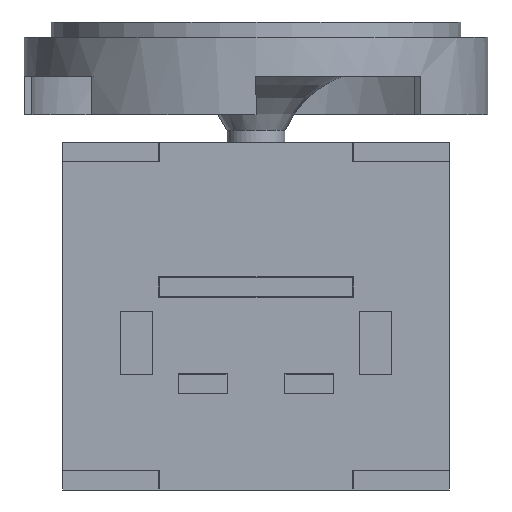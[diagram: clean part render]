
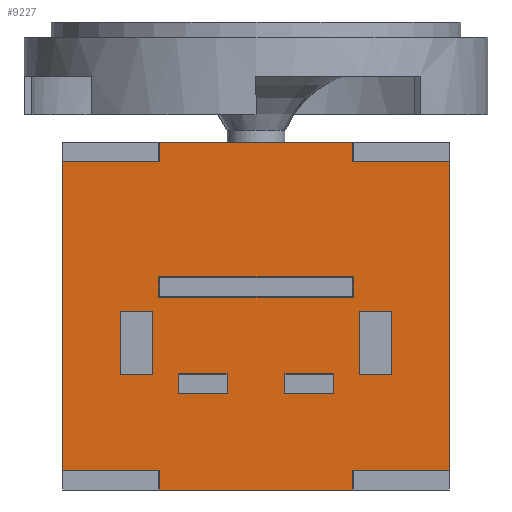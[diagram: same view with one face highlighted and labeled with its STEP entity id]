
A CAD part, left-side view. The second image highlights one B-rep face of the part: STEP entity #9227.
In plain terms, the highlighted planar face has unit normal (-1, 0, 0).
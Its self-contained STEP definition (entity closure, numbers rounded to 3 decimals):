
#98=FACE_BOUND('',#1152,.T.);
#99=FACE_BOUND('',#1153,.T.);
#100=FACE_BOUND('',#1154,.T.);
#101=FACE_BOUND('',#1155,.T.);
#102=FACE_BOUND('',#1156,.T.);
#296=PLANE('',#9811);
#620=FACE_OUTER_BOUND('',#1151,.T.);
#1151=EDGE_LOOP('',(#6849,#6850,#6851,#6852,#6853,#6854,#6855,#6856,#6857,
#6858,#6859,#6860));
#1152=EDGE_LOOP('',(#6861,#6862,#6863,#6864));
#1153=EDGE_LOOP('',(#6865,#6866,#6867,#6868));
#1154=EDGE_LOOP('',(#6869,#6870,#6871,#6872));
#1155=EDGE_LOOP('',(#6873,#6874,#6875,#6876));
#1156=EDGE_LOOP('',(#6877,#6878,#6879,#6880));
#1855=LINE('',#13934,#2798);
#1859=LINE('',#13943,#2802);
#1863=LINE('',#13950,#2806);
#1865=LINE('',#13955,#2808);
#1869=LINE('',#13962,#2812);
#1898=LINE('',#14019,#2841);
#1900=LINE('',#14024,#2843);
#1903=LINE('',#14029,#2846);
#1904=LINE('',#14032,#2847);
#1906=LINE('',#14035,#2849);
#1908=LINE('',#14040,#2851);
#1911=LINE('',#14046,#2854);
#1914=LINE('',#14051,#2857);
#1915=LINE('',#14054,#2858);
#1917=LINE('',#14058,#2860);
#1919=LINE('',#14062,#2862);
#1921=LINE('',#14065,#2864);
#1922=LINE('',#14067,#2865);
#1924=LINE('',#14072,#2867);
#1926=LINE('',#14076,#2869);
#1928=LINE('',#14080,#2871);
#1930=LINE('',#14083,#2873);
#1931=LINE('',#14087,#2874);
#1934=LINE('',#14092,#2877);
#1936=LINE('',#14096,#2879);
#1938=LINE('',#14099,#2881);
#1939=LINE('',#14103,#2882);
#1942=LINE('',#14108,#2885);
#1944=LINE('',#14112,#2887);
#1946=LINE('',#14115,#2889);
#1947=LINE('',#14117,#2890);
#1948=LINE('',#14119,#2891);
#2798=VECTOR('',#11062,10.);
#2802=VECTOR('',#11068,10.);
#2806=VECTOR('',#11074,10.);
#2808=VECTOR('',#11078,10.);
#2812=VECTOR('',#11084,10.);
#2841=VECTOR('',#11117,10.);
#2843=VECTOR('',#11121,10.);
#2846=VECTOR('',#11126,10.);
#2847=VECTOR('',#11129,10.);
#2849=VECTOR('',#11133,10.);
#2851=VECTOR('',#11137,10.);
#2854=VECTOR('',#11142,10.);
#2857=VECTOR('',#11147,10.);
#2858=VECTOR('',#11150,10.);
#2860=VECTOR('',#11154,10.);
#2862=VECTOR('',#11158,10.);
#2864=VECTOR('',#11162,10.);
#2865=VECTOR('',#11165,10.);
#2867=VECTOR('',#11169,10.);
#2869=VECTOR('',#11173,10.);
#2871=VECTOR('',#11177,10.);
#2873=VECTOR('',#11181,10.);
#2874=VECTOR('',#11184,10.);
#2877=VECTOR('',#11189,10.);
#2879=VECTOR('',#11193,10.);
#2881=VECTOR('',#11197,10.);
#2882=VECTOR('',#11200,10.);
#2885=VECTOR('',#11205,10.);
#2887=VECTOR('',#11209,10.);
#2889=VECTOR('',#11213,10.);
#2890=VECTOR('',#11216,10.);
#2891=VECTOR('',#11219,10.);
#4089=VERTEX_POINT('',#13931);
#4090=VERTEX_POINT('',#13933);
#4093=VERTEX_POINT('',#13940);
#4094=VERTEX_POINT('',#13942);
#4096=VERTEX_POINT('',#13947);
#4097=VERTEX_POINT('',#13952);
#4100=VERTEX_POINT('',#13960);
#4126=VERTEX_POINT('',#14017);
#4127=VERTEX_POINT('',#14021);
#4128=VERTEX_POINT('',#14023);
#4129=VERTEX_POINT('',#14027);
#4130=VERTEX_POINT('',#14031);
#4131=VERTEX_POINT('',#14037);
#4132=VERTEX_POINT('',#14039);
#4133=VERTEX_POINT('',#14043);
#4134=VERTEX_POINT('',#14045);
#4135=VERTEX_POINT('',#14049);
#4136=VERTEX_POINT('',#14053);
#4137=VERTEX_POINT('',#14057);
#4138=VERTEX_POINT('',#14061);
#4139=VERTEX_POINT('',#14069);
#4140=VERTEX_POINT('',#14071);
#4141=VERTEX_POINT('',#14075);
#4142=VERTEX_POINT('',#14079);
#4143=VERTEX_POINT('',#14085);
#4144=VERTEX_POINT('',#14086);
#4145=VERTEX_POINT('',#14091);
#4146=VERTEX_POINT('',#14095);
#4147=VERTEX_POINT('',#14101);
#4148=VERTEX_POINT('',#14102);
#4149=VERTEX_POINT('',#14107);
#4150=VERTEX_POINT('',#14111);
#5077=EDGE_CURVE('',#4090,#4089,#1855,.T.);
#5081=EDGE_CURVE('',#4094,#4093,#1859,.T.);
#5085=EDGE_CURVE('',#4096,#4094,#1863,.T.);
#5087=EDGE_CURVE('',#4089,#4097,#1865,.T.);
#5091=EDGE_CURVE('',#4100,#4093,#1869,.T.);
#5120=EDGE_CURVE('',#4100,#4126,#1898,.T.);
#5122=EDGE_CURVE('',#4128,#4127,#1900,.T.);
#5125=EDGE_CURVE('',#4126,#4129,#1903,.T.);
#5126=EDGE_CURVE('',#4130,#4128,#1904,.T.);
#5128=EDGE_CURVE('',#4090,#4127,#1906,.T.);
#5130=EDGE_CURVE('',#4132,#4131,#1908,.F.);
#5133=EDGE_CURVE('',#4134,#4133,#1911,.F.);
#5136=EDGE_CURVE('',#4133,#4135,#1914,.F.);
#5137=EDGE_CURVE('',#4136,#4132,#1915,.F.);
#5139=EDGE_CURVE('',#4137,#4134,#1917,.T.);
#5141=EDGE_CURVE('',#4138,#4136,#1919,.F.);
#5143=EDGE_CURVE('',#4135,#4137,#1921,.F.);
#5144=EDGE_CURVE('',#4131,#4138,#1922,.T.);
#5146=EDGE_CURVE('',#4140,#4139,#1924,.F.);
#5148=EDGE_CURVE('',#4141,#4140,#1926,.T.);
#5150=EDGE_CURVE('',#4142,#4141,#1928,.F.);
#5152=EDGE_CURVE('',#4139,#4142,#1930,.F.);
#5153=EDGE_CURVE('',#4143,#4144,#1931,.F.);
#5156=EDGE_CURVE('',#4145,#4143,#1934,.F.);
#5158=EDGE_CURVE('',#4146,#4145,#1936,.F.);
#5160=EDGE_CURVE('',#4144,#4146,#1938,.F.);
#5161=EDGE_CURVE('',#4147,#4148,#1939,.F.);
#5164=EDGE_CURVE('',#4149,#4147,#1942,.F.);
#5166=EDGE_CURVE('',#4150,#4149,#1944,.F.);
#5168=EDGE_CURVE('',#4148,#4150,#1946,.F.);
#5169=EDGE_CURVE('',#4130,#4129,#1947,.T.);
#5170=EDGE_CURVE('',#4096,#4097,#1948,.T.);
#6849=ORIENTED_EDGE('',*,*,#5081,.T.);
#6850=ORIENTED_EDGE('',*,*,#5091,.F.);
#6851=ORIENTED_EDGE('',*,*,#5120,.T.);
#6852=ORIENTED_EDGE('',*,*,#5125,.T.);
#6853=ORIENTED_EDGE('',*,*,#5169,.F.);
#6854=ORIENTED_EDGE('',*,*,#5126,.T.);
#6855=ORIENTED_EDGE('',*,*,#5122,.T.);
#6856=ORIENTED_EDGE('',*,*,#5128,.F.);
#6857=ORIENTED_EDGE('',*,*,#5077,.T.);
#6858=ORIENTED_EDGE('',*,*,#5087,.T.);
#6859=ORIENTED_EDGE('',*,*,#5170,.F.);
#6860=ORIENTED_EDGE('',*,*,#5085,.T.);
#6861=ORIENTED_EDGE('',*,*,#5141,.T.);
#6862=ORIENTED_EDGE('',*,*,#5137,.T.);
#6863=ORIENTED_EDGE('',*,*,#5130,.T.);
#6864=ORIENTED_EDGE('',*,*,#5144,.T.);
#6865=ORIENTED_EDGE('',*,*,#5143,.T.);
#6866=ORIENTED_EDGE('',*,*,#5139,.T.);
#6867=ORIENTED_EDGE('',*,*,#5133,.T.);
#6868=ORIENTED_EDGE('',*,*,#5136,.T.);
#6869=ORIENTED_EDGE('',*,*,#5150,.T.);
#6870=ORIENTED_EDGE('',*,*,#5148,.T.);
#6871=ORIENTED_EDGE('',*,*,#5146,.T.);
#6872=ORIENTED_EDGE('',*,*,#5152,.T.);
#6873=ORIENTED_EDGE('',*,*,#5168,.F.);
#6874=ORIENTED_EDGE('',*,*,#5161,.F.);
#6875=ORIENTED_EDGE('',*,*,#5164,.F.);
#6876=ORIENTED_EDGE('',*,*,#5166,.F.);
#6877=ORIENTED_EDGE('',*,*,#5160,.F.);
#6878=ORIENTED_EDGE('',*,*,#5153,.F.);
#6879=ORIENTED_EDGE('',*,*,#5156,.F.);
#6880=ORIENTED_EDGE('',*,*,#5158,.F.);
#9227=ADVANCED_FACE('',(#620,#98,#99,#100,#101,#102),#296,.F.);
#9811=AXIS2_PLACEMENT_3D('',#14120,#11220,#11221);
#11062=DIRECTION('',(0.,-1.,0.));
#11068=DIRECTION('',(0.,-1.,0.));
#11074=DIRECTION('',(0.,0.,1.));
#11078=DIRECTION('',(0.,0.,-1.));
#11084=DIRECTION('',(0.,0.,-1.));
#11117=DIRECTION('',(0.,1.,0.));
#11121=DIRECTION('',(0.,1.,0.));
#11126=DIRECTION('',(0.,0.,1.));
#11129=DIRECTION('',(0.,0.,-1.));
#11133=DIRECTION('',(0.,0.,1.));
#11137=DIRECTION('',(0.,0.,1.));
#11142=DIRECTION('',(0.,0.,-1.));
#11147=DIRECTION('',(0.,1.,0.));
#11150=DIRECTION('',(0.,1.,0.));
#11154=DIRECTION('',(0.,1.,0.));
#11158=DIRECTION('',(0.,0.,-1.));
#11162=DIRECTION('',(0.,0.,1.));
#11165=DIRECTION('',(0.,1.,0.));
#11169=DIRECTION('',(0.,0.,-1.));
#11173=DIRECTION('',(0.,1.,0.));
#11177=DIRECTION('',(0.,0.,1.));
#11181=DIRECTION('',(0.,1.,0.));
#11184=DIRECTION('',(0.,0.,-1.));
#11189=DIRECTION('',(0.,1.,0.));
#11193=DIRECTION('',(0.,0.,1.));
#11197=DIRECTION('',(0.,-1.,0.));
#11200=DIRECTION('',(0.,-1.,0.));
#11205=DIRECTION('',(0.,0.,-1.));
#11209=DIRECTION('',(0.,1.,0.));
#11213=DIRECTION('',(0.,0.,1.));
#11216=DIRECTION('',(0.,-1.,0.));
#11219=DIRECTION('',(0.,1.,0.));
#11220=DIRECTION('center_axis',(1.,0.,0.));
#11221=DIRECTION('ref_axis',(0.,1.,0.));
#13931=CARTESIAN_POINT('',(0.,75.,5.));
#13933=CARTESIAN_POINT('',(0.,100.,5.));
#13934=CARTESIAN_POINT('',(0.,50.,5.));
#13940=CARTESIAN_POINT('',(0.,0.,5.));
#13942=CARTESIAN_POINT('',(0.,25.,5.));
#13943=CARTESIAN_POINT('',(0.,50.,5.));
#13947=CARTESIAN_POINT('',(0.,25.,0.));
#13950=CARTESIAN_POINT('',(0.,25.,22.5));
#13952=CARTESIAN_POINT('',(0.,75.,0.));
#13955=CARTESIAN_POINT('',(0.,75.,22.5));
#13960=CARTESIAN_POINT('',(0.,0.,85.));
#13962=CARTESIAN_POINT('',(0.,0.,90.));
#14017=CARTESIAN_POINT('',(0.,25.,85.));
#14019=CARTESIAN_POINT('',(0.,50.,85.));
#14021=CARTESIAN_POINT('',(0.,100.,85.));
#14023=CARTESIAN_POINT('',(0.,75.,85.));
#14024=CARTESIAN_POINT('',(0.,50.,85.));
#14027=CARTESIAN_POINT('',(0.,25.,90.));
#14029=CARTESIAN_POINT('',(0.,25.,65.));
#14031=CARTESIAN_POINT('',(0.,75.,90.));
#14032=CARTESIAN_POINT('',(0.,75.,65.));
#14035=CARTESIAN_POINT('',(0.,100.,0.));
#14037=CARTESIAN_POINT('',(0.,29.85,24.85));
#14039=CARTESIAN_POINT('',(0.,29.85,30.15));
#14040=CARTESIAN_POINT('',(0.,29.85,35.));
#14043=CARTESIAN_POINT('',(0.,70.15,30.15));
#14045=CARTESIAN_POINT('',(0.,70.15,24.85));
#14046=CARTESIAN_POINT('',(0.,70.15,35.));
#14049=CARTESIAN_POINT('',(0.,57.35,30.15));
#14051=CARTESIAN_POINT('',(0.,50.,30.15));
#14053=CARTESIAN_POINT('',(0.,42.65,30.15));
#14054=CARTESIAN_POINT('',(0.,50.,30.15));
#14057=CARTESIAN_POINT('',(0.,57.35,24.85));
#14058=CARTESIAN_POINT('',(0.,50.,24.85));
#14061=CARTESIAN_POINT('',(0.,42.65,24.85));
#14062=CARTESIAN_POINT('',(0.,42.65,35.));
#14065=CARTESIAN_POINT('',(0.,57.35,35.));
#14067=CARTESIAN_POINT('',(0.,50.,24.85));
#14069=CARTESIAN_POINT('',(0.,75.15,55.15));
#14071=CARTESIAN_POINT('',(0.,75.15,49.85));
#14072=CARTESIAN_POINT('',(0.,75.15,47.5));
#14075=CARTESIAN_POINT('',(0.,24.85,49.85));
#14076=CARTESIAN_POINT('',(0.,50.,49.85));
#14079=CARTESIAN_POINT('',(0.,24.85,55.15));
#14080=CARTESIAN_POINT('',(0.,24.85,47.5));
#14083=CARTESIAN_POINT('',(0.,50.,55.15));
#14085=CARTESIAN_POINT('',(0.,76.85,29.85));
#14086=CARTESIAN_POINT('',(0.,76.85,46.15));
#14087=CARTESIAN_POINT('',(0.,76.85,37.5));
#14091=CARTESIAN_POINT('',(0.,85.15,29.85));
#14092=CARTESIAN_POINT('',(0.,67.5,29.85));
#14095=CARTESIAN_POINT('',(0.,85.15,46.15));
#14096=CARTESIAN_POINT('',(0.,85.15,45.5));
#14099=CARTESIAN_POINT('',(0.,63.5,46.15));
#14101=CARTESIAN_POINT('',(0.,14.85,46.15));
#14102=CARTESIAN_POINT('',(0.,23.15,46.15));
#14103=CARTESIAN_POINT('',(0.,32.5,46.15));
#14107=CARTESIAN_POINT('',(0.,14.85,29.85));
#14108=CARTESIAN_POINT('',(0.,14.85,37.5));
#14111=CARTESIAN_POINT('',(0.,23.15,29.85));
#14112=CARTESIAN_POINT('',(0.,36.5,29.85));
#14115=CARTESIAN_POINT('',(0.,23.15,45.5));
#14117=CARTESIAN_POINT('',(0.,100.,90.));
#14119=CARTESIAN_POINT('',(0.,0.,0.));
#14120=CARTESIAN_POINT('Origin',(0.,50.,45.));
